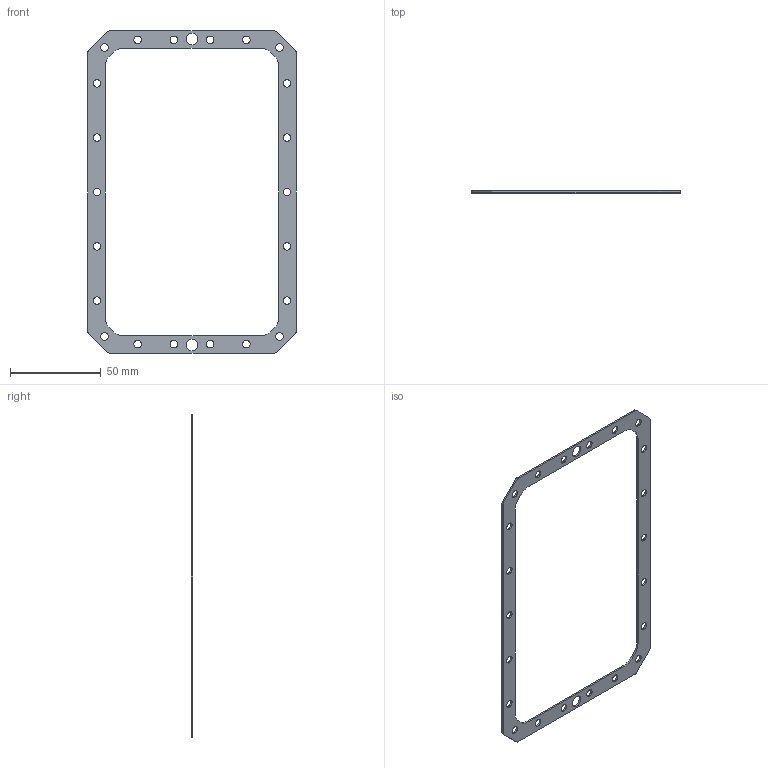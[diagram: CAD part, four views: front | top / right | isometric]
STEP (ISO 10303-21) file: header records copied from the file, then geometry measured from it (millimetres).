
FILE_DESCRIPTION (( 'STEP AP203' ), '1' );
FILE_NAME ('SL1-016-MA_v000 VANICKA LAMELA.STEP', '2019-02-05T15:33:17', ( '' ), ( '' ), 'SwSTEP 2.0', 'SolidWorks 2017', '' );
FILE_SCHEMA (( 'CONFIG_CONTROL_DESIGN' ));
Length unit declared in the file: millimetre
Products named in the file (1): SL1-016-MA_v000 VANICKA LAMELA
Bounding box: 115 x 1 x 178 mm (x, y, z)
Volume: 4695.5 mm3; surface area: 10773.7 mm2
Topology: 1 solids, 1 shells, 82 faces, 240 edges, 160 vertices
Faces by surface type: cylinder 64, plane 18
Entity records: 2969 total; most frequent: DIRECTION 534, CARTESIAN_POINT 483, ORIENTED_EDGE 480, EDGE_CURVE 240, AXIS2_PLACEMENT_3D 211, VERTEX_POINT 160, EDGE_LOOP 132, CIRCLE 128
